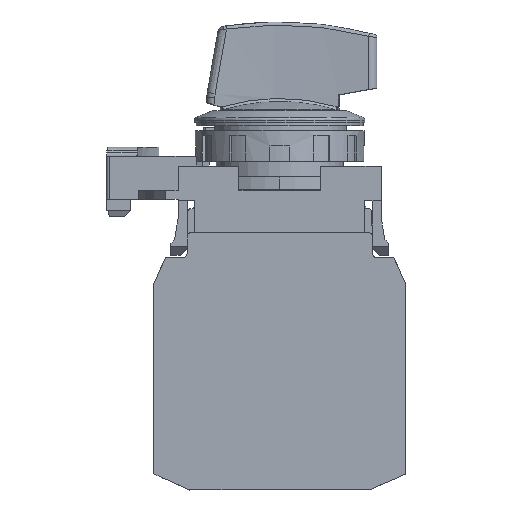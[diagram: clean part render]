
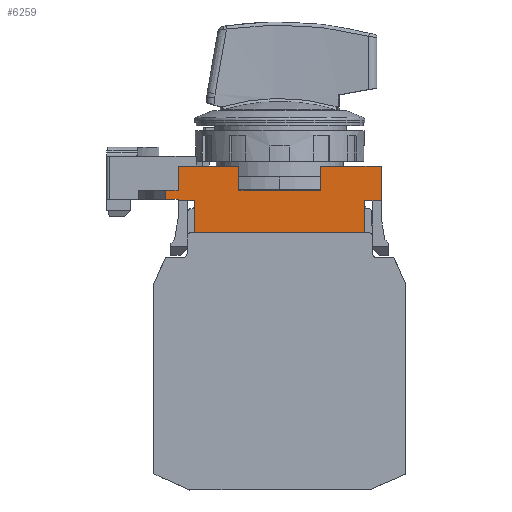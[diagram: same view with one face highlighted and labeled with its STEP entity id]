
A CAD part, left-side view. The second image highlights one B-rep face of the part: STEP entity #6259.
In plain terms, the highlighted planar face has unit normal (-1, 0, 0).
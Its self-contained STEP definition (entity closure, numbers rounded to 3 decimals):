
#164 = VERTEX_POINT ( 'NONE', #21159 ) ;
#199 = VERTEX_POINT ( 'NONE', #28000 ) ;
#443 = EDGE_CURVE ( 'NONE', #199, #21384, #18501, .T. ) ;
#1010 = VECTOR ( 'NONE', #28455, 1000. ) ;
#1167 = FACE_OUTER_BOUND ( 'NONE', #27788, .T. ) ;
#1238 = VERTEX_POINT ( 'NONE', #25529 ) ;
#1412 = CARTESIAN_POINT ( 'NONE',  ( -14.9, 6.7, 7. ) ) ;
#1553 = VECTOR ( 'NONE', #13176, 1000. ) ;
#1680 = EDGE_CURVE ( 'NONE', #199, #1945, #28396, .T. ) ;
#1751 = VECTOR ( 'NONE', #4426, 1000. ) ;
#1945 = VERTEX_POINT ( 'NONE', #18606 ) ;
#2331 = DIRECTION ( 'NONE',  ( 0., 1., 0. ) ) ;
#2368 = VERTEX_POINT ( 'NONE', #9856 ) ;
#2383 = LINE ( 'NONE', #11239, #27492 ) ;
#2527 = EDGE_CURVE ( 'NONE', #27821, #2368, #17542, .T. ) ;
#2587 = CARTESIAN_POINT ( 'NONE',  ( -14.9, -6.7, 7. ) ) ;
#2670 = CARTESIAN_POINT ( 'NONE',  ( -14.9, 6.7, 11. ) ) ;
#3227 = ORIENTED_EDGE ( 'NONE', *, *, #443, .T. ) ;
#3605 = CARTESIAN_POINT ( 'NONE',  ( -14.9, 14., 5.3 ) ) ;
#3761 = VERTEX_POINT ( 'NONE', #2587 ) ;
#3898 = CARTESIAN_POINT ( 'NONE',  ( -14.9, -14., 0. ) ) ;
#4163 = VECTOR ( 'NONE', #7052, 1000. ) ;
#4318 = CARTESIAN_POINT ( 'NONE',  ( -14.9, -6.7, 5.5 ) ) ;
#4426 = DIRECTION ( 'NONE',  ( 0., -1., 0. ) ) ;
#4610 = VERTEX_POINT ( 'NONE', #2670 ) ;
#4656 = VECTOR ( 'NONE', #2331, 1000. ) ;
#4661 = DIRECTION ( 'NONE',  ( 0., 0., 1. ) ) ;
#4808 = VERTEX_POINT ( 'NONE', #5980 ) ;
#5464 = DIRECTION ( 'NONE',  ( 0., 0., -1. ) ) ;
#5541 = ORIENTED_EDGE ( 'NONE', *, *, #26679, .F. ) ;
#5777 = EDGE_CURVE ( 'NONE', #2368, #21384, #18219, .T. ) ;
#5901 = VECTOR ( 'NONE', #17332, 1000. ) ;
#5911 = CARTESIAN_POINT ( 'NONE',  ( -14.9, 0., 0. ) ) ;
#5980 = CARTESIAN_POINT ( 'NONE',  ( -14.9, -16.7, 5.3 ) ) ;
#6259 = ADVANCED_FACE ( 'NONE', ( #1167 ), #10030, .F. ) ;
#6495 = DIRECTION ( 'NONE',  ( 0., 0., 1. ) ) ;
#6754 = VERTEX_POINT ( 'NONE', #3605 ) ;
#7052 = DIRECTION ( 'NONE',  ( 0., 0., 1. ) ) ;
#7173 = DIRECTION ( 'NONE',  ( 0., 1., 0. ) ) ;
#7243 = LINE ( 'NONE', #16102, #12581 ) ;
#7422 = CARTESIAN_POINT ( 'NONE',  ( -14.9, -14., 5.3 ) ) ;
#7454 = DIRECTION ( 'NONE',  ( 0., 0., -1. ) ) ;
#7464 = VECTOR ( 'NONE', #4661, 1000. ) ;
#7539 = EDGE_CURVE ( 'NONE', #24818, #164, #7600, .T. ) ;
#7600 = LINE ( 'NONE', #16468, #25565 ) ;
#7614 = ORIENTED_EDGE ( 'NONE', *, *, #5777, .F. ) ;
#7808 = EDGE_CURVE ( 'NONE', #11189, #9014, #15715, .T. ) ;
#7847 = DIRECTION ( 'NONE',  ( 0., 1., 0. ) ) ;
#7913 = ORIENTED_EDGE ( 'NONE', *, *, #22363, .T. ) ;
#8294 = EDGE_CURVE ( 'NONE', #15114, #3761, #7243, .T. ) ;
#8465 = CARTESIAN_POINT ( 'NONE',  ( -14.9, 1.057, 7. ) ) ;
#8797 = AXIS2_PLACEMENT_3D ( 'NONE', #18894, #27776, #7847 ) ;
#9014 = VERTEX_POINT ( 'NONE', #7422 ) ;
#9589 = VECTOR ( 'NONE', #14774, 1000. ) ;
#9856 = CARTESIAN_POINT ( 'NONE',  ( -14.9, 16.7, 5.5 ) ) ;
#10030 = PLANE ( 'NONE',  #8797 ) ;
#10323 = ORIENTED_EDGE ( 'NONE', *, *, #18881, .F. ) ;
#10457 = CARTESIAN_POINT ( 'NONE',  ( -14.9, -6.7, 11. ) ) ;
#10556 = ORIENTED_EDGE ( 'NONE', *, *, #2527, .F. ) ;
#10608 = ORIENTED_EDGE ( 'NONE', *, *, #15702, .F. ) ;
#10695 = LINE ( 'NONE', #19573, #1010 ) ;
#10784 = LINE ( 'NONE', #19664, #25621 ) ;
#11189 = VERTEX_POINT ( 'NONE', #3898 ) ;
#11239 = CARTESIAN_POINT ( 'NONE',  ( -14.9, 1.057, 5.3 ) ) ;
#12581 = VECTOR ( 'NONE', #24979, 1000. ) ;
#12937 = EDGE_CURVE ( 'NONE', #1945, #28791, #18091, .T. ) ;
#13176 = DIRECTION ( 'NONE',  ( 0., 0., 1. ) ) ;
#13370 = LINE ( 'NONE', #22251, #4656 ) ;
#13767 = EDGE_CURVE ( 'NONE', #4808, #9014, #13370, .T. ) ;
#14774 = DIRECTION ( 'NONE',  ( 0., -1., 0. ) ) ;
#15114 = VERTEX_POINT ( 'NONE', #1412 ) ;
#15206 = EDGE_CURVE ( 'NONE', #4610, #15114, #10695, .T. ) ;
#15238 = CARTESIAN_POINT ( 'NONE',  ( -14.9, 16.7, 11. ) ) ;
#15471 = LINE ( 'NONE', #24338, #1751 ) ;
#15702 = EDGE_CURVE ( 'NONE', #6754, #27821, #2383, .T. ) ;
#15715 = LINE ( 'NONE', #24582, #7464 ) ;
#15969 = VECTOR ( 'NONE', #5464, 1000. ) ;
#16102 = CARTESIAN_POINT ( 'NONE',  ( -14.9, 1.057, 7. ) ) ;
#16202 = VECTOR ( 'NONE', #7173, 1000. ) ;
#16258 = CARTESIAN_POINT ( 'NONE',  ( -14.9, 18.815, 5.5 ) ) ;
#16468 = CARTESIAN_POINT ( 'NONE',  ( -14.9, 1.057, 11. ) ) ;
#16508 = LINE ( 'NONE', #25379, #15969 ) ;
#17332 = DIRECTION ( 'NONE',  ( 0., -1., 0. ) ) ;
#17542 = LINE ( 'NONE', #26421, #20694 ) ;
#17903 = EDGE_CURVE ( 'NONE', #164, #4808, #16508, .T. ) ;
#17944 = CARTESIAN_POINT ( 'NONE',  ( -14.9, 16.7, 5.3 ) ) ;
#18091 = LINE ( 'NONE', #26962, #4163 ) ;
#18219 = LINE ( 'NONE', #27092, #16202 ) ;
#18501 = LINE ( 'NONE', #27377, #23101 ) ;
#18606 = CARTESIAN_POINT ( 'NONE',  ( -14.9, 16.7, 7. ) ) ;
#18822 = ORIENTED_EDGE ( 'NONE', *, *, #7539, .F. ) ;
#18881 = EDGE_CURVE ( 'NONE', #3761, #24818, #24226, .T. ) ;
#18894 = CARTESIAN_POINT ( 'NONE',  ( -14.9, -16.7, 0. ) ) ;
#19573 = CARTESIAN_POINT ( 'NONE',  ( -14.9, 6.7, 5.5 ) ) ;
#19664 = CARTESIAN_POINT ( 'NONE',  ( -14.9, 14., 5.5 ) ) ;
#20127 = DIRECTION ( 'NONE',  ( 0., 1., 0. ) ) ;
#20694 = VECTOR ( 'NONE', #6495, 1000. ) ;
#20851 = ORIENTED_EDGE ( 'NONE', *, *, #17903, .F. ) ;
#21143 = ORIENTED_EDGE ( 'NONE', *, *, #8294, .F. ) ;
#21159 = CARTESIAN_POINT ( 'NONE',  ( -14.9, -16.7, 11. ) ) ;
#21384 = VERTEX_POINT ( 'NONE', #16258 ) ;
#22251 = CARTESIAN_POINT ( 'NONE',  ( -14.9, 1.057, 5.3 ) ) ;
#22363 = EDGE_CURVE ( 'NONE', #1238, #11189, #25832, .T. ) ;
#22862 = ORIENTED_EDGE ( 'NONE', *, *, #1680, .F. ) ;
#23101 = VECTOR ( 'NONE', #7454, 1000. ) ;
#24226 = LINE ( 'NONE', #4318, #1553 ) ;
#24338 = CARTESIAN_POINT ( 'NONE',  ( -14.9, 1.057, 11. ) ) ;
#24582 = CARTESIAN_POINT ( 'NONE',  ( -14.9, -14., 2.65 ) ) ;
#24818 = VERTEX_POINT ( 'NONE', #10457 ) ;
#24979 = DIRECTION ( 'NONE',  ( 0., -1., 0. ) ) ;
#25240 = EDGE_CURVE ( 'NONE', #28791, #4610, #15471, .T. ) ;
#25340 = DIRECTION ( 'NONE',  ( 0., -1., 0. ) ) ;
#25379 = CARTESIAN_POINT ( 'NONE',  ( -14.9, -16.7, 5.5 ) ) ;
#25529 = CARTESIAN_POINT ( 'NONE',  ( -14.9, 14., 0. ) ) ;
#25565 = VECTOR ( 'NONE', #25340, 1000. ) ;
#25621 = VECTOR ( 'NONE', #28543, 1000. ) ;
#25832 = LINE ( 'NONE', #5911, #9589 ) ;
#26162 = ORIENTED_EDGE ( 'NONE', *, *, #13767, .F. ) ;
#26421 = CARTESIAN_POINT ( 'NONE',  ( -14.9, 16.7, 4. ) ) ;
#26679 = EDGE_CURVE ( 'NONE', #1238, #6754, #10784, .T. ) ;
#26722 = ORIENTED_EDGE ( 'NONE', *, *, #12937, .F. ) ;
#26962 = CARTESIAN_POINT ( 'NONE',  ( -14.9, 16.7, 5.5 ) ) ;
#27092 = CARTESIAN_POINT ( 'NONE',  ( -14.9, 1.057, 5.5 ) ) ;
#27377 = CARTESIAN_POINT ( 'NONE',  ( -14.9, 18.815, 6.25 ) ) ;
#27492 = VECTOR ( 'NONE', #20127, 1000. ) ;
#27516 = ORIENTED_EDGE ( 'NONE', *, *, #15206, .F. ) ;
#27629 = ORIENTED_EDGE ( 'NONE', *, *, #25240, .F. ) ;
#27776 = DIRECTION ( 'NONE',  ( 1., 0., 0. ) ) ;
#27788 = EDGE_LOOP ( 'NONE', ( #20851, #18822, #10323, #21143, #27516, #27629, #26722, #22862, #3227, #7614, #10556, #10608, #5541, #7913, #28143, #26162 ) ) ;
#27821 = VERTEX_POINT ( 'NONE', #17944 ) ;
#28000 = CARTESIAN_POINT ( 'NONE',  ( -14.9, 18.815, 7. ) ) ;
#28143 = ORIENTED_EDGE ( 'NONE', *, *, #7808, .T. ) ;
#28396 = LINE ( 'NONE', #8465, #5901 ) ;
#28455 = DIRECTION ( 'NONE',  ( 0., 0., -1. ) ) ;
#28543 = DIRECTION ( 'NONE',  ( 0., 0., 1. ) ) ;
#28791 = VERTEX_POINT ( 'NONE', #15238 ) ;
